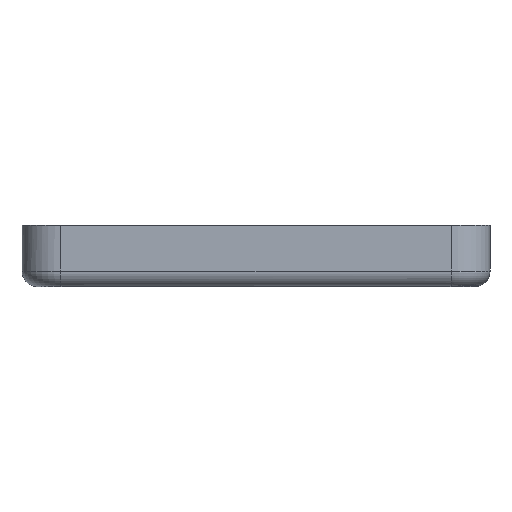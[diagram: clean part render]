
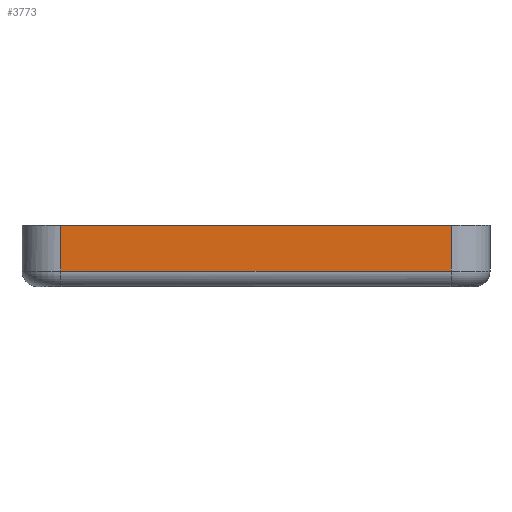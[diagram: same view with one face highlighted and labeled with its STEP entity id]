
A CAD part, front view. The second image highlights one B-rep face of the part: STEP entity #3773.
In plain terms, the highlighted planar face has unit normal (0, -1, 0).
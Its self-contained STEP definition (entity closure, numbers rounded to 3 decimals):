
#100=PLANE('',#4150);
#447=LINE('',#7990,#725);
#448=LINE('',#7992,#726);
#449=LINE('',#7994,#727);
#450=LINE('',#7995,#728);
#725=VECTOR('',#5130,10.);
#726=VECTOR('',#5131,10.);
#727=VECTOR('',#5132,10.);
#728=VECTOR('',#5133,5.);
#966=FACE_OUTER_BOUND('',#1197,.T.);
#1197=EDGE_LOOP('',(#3391,#3392,#3393,#3394));
#1835=VERTEX_POINT('',#7988);
#1836=VERTEX_POINT('',#7989);
#1837=VERTEX_POINT('',#7991);
#1838=VERTEX_POINT('',#7993);
#2366=EDGE_CURVE('',#1835,#1836,#447,.T.);
#2367=EDGE_CURVE('',#1835,#1837,#448,.T.);
#2368=EDGE_CURVE('',#1837,#1838,#449,.F.);
#2369=EDGE_CURVE('',#1836,#1838,#450,.T.);
#3391=ORIENTED_EDGE('',*,*,#2366,.F.);
#3392=ORIENTED_EDGE('',*,*,#2367,.T.);
#3393=ORIENTED_EDGE('',*,*,#2368,.T.);
#3394=ORIENTED_EDGE('',*,*,#2369,.F.);
#3773=ADVANCED_FACE('',(#966),#100,.F.);
#4150=AXIS2_PLACEMENT_3D('',#7987,#5128,#5129);
#5128=DIRECTION('center_axis',(0.,1.,0.));
#5129=DIRECTION('ref_axis',(-1.,0.,0.));
#5130=DIRECTION('',(-1.,0.,0.));
#5131=DIRECTION('',(0.,0.,1.));
#5132=DIRECTION('',(1.,0.,0.));
#5133=DIRECTION('',(0.,0.,1.));
#7987=CARTESIAN_POINT('Origin',(32.,-64.,14.));
#7988=CARTESIAN_POINT('',(27.,-64.,14.95));
#7989=CARTESIAN_POINT('',(-23.,-64.,14.95));
#7990=CARTESIAN_POINT('',(19.75,-64.,14.95));
#7991=CARTESIAN_POINT('',(27.,-64.,20.8));
#7992=CARTESIAN_POINT('',(27.,-64.,14.));
#7993=CARTESIAN_POINT('',(-23.,-64.,20.8));
#7994=CARTESIAN_POINT('',(17.,-64.,20.8));
#7995=CARTESIAN_POINT('',(-23.,-64.,14.));
